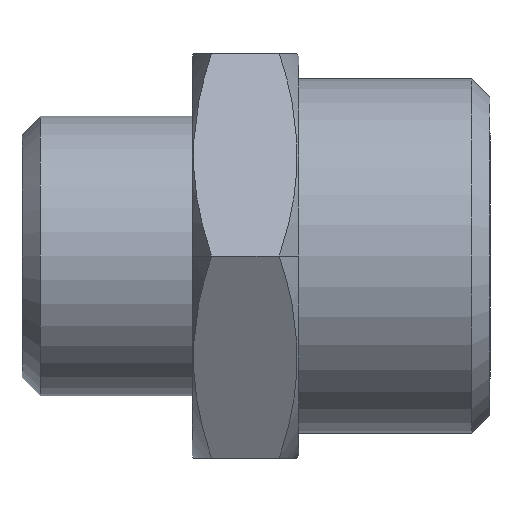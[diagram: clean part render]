
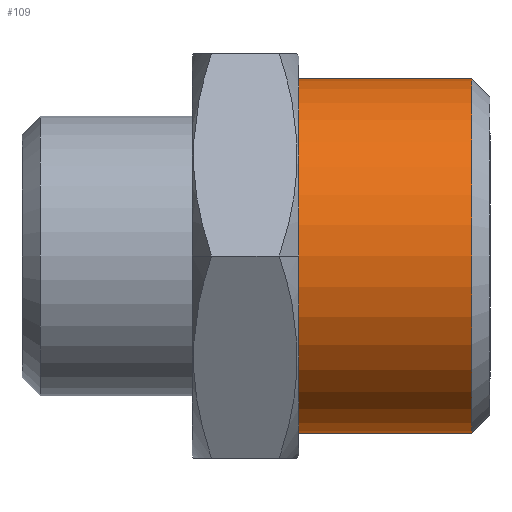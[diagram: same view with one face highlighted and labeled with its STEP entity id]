
A CAD part, left-side view. The second image highlights one B-rep face of the part: STEP entity #109.
In plain terms, the highlighted cylindrical face has radius 8.331 mm (diameter 16.662 mm), a partial arc.
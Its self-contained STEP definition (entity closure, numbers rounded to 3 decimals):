
#109=ADVANCED_FACE('',(#217),#218,.T.);
#217=FACE_OUTER_BOUND('',#318,.T.);
#218=CYLINDRICAL_SURFACE('',#319,8.331);
#318=EDGE_LOOP('',(#552,#553,#554,#555));
#319=AXIS2_PLACEMENT_3D('',#556,#557,#558);
#552=ORIENTED_EDGE('',*,*,#586,.T.);
#553=ORIENTED_EDGE('',*,*,#614,.F.);
#554=ORIENTED_EDGE('',*,*,#588,.T.);
#555=ORIENTED_EDGE('',*,*,#655,.T.);
#556=CARTESIAN_POINT('',(0.0,-2.05,0.0));
#557=DIRECTION('',(0.0,1.0,0.0));
#558=DIRECTION('',(0.0,0.0,-1.0));
#586=EDGE_CURVE('',#684,#685,#686,.T.);
#588=EDGE_CURVE('',#689,#687,#690,.T.);
#614=EDGE_CURVE('',#689,#685,#733,.T.);
#655=EDGE_CURVE('',#687,#684,#790,.T.);
#684=VERTEX_POINT('',#823);
#685=VERTEX_POINT('',#824);
#686=LINE('',#825,#826);
#687=VERTEX_POINT('',#827);
#689=VERTEX_POINT('',#829);
#690=LINE('',#830,#831);
#733=CIRCLE('',#883,8.331);
#790=CIRCLE('',#1012,8.331);
#823=CARTESIAN_POINT('',(0.0,-2.5,-8.331));
#824=CARTESIAN_POINT('',(0.0,-10.644,-8.331));
#825=CARTESIAN_POINT('',(0.,-6.572,-8.331));
#826=VECTOR('',#1095,1.0);
#827=CARTESIAN_POINT('',(0.,-2.5,8.331));
#829=CARTESIAN_POINT('',(0.,-10.644,8.331));
#830=CARTESIAN_POINT('',(0.,-6.572,8.331));
#831=VECTOR('',#1099,1.0);
#883=AXIS2_PLACEMENT_3D('',#1142,#1143,#1144);
#1012=AXIS2_PLACEMENT_3D('',#1193,#1194,#1195);
#1095=DIRECTION('',(0.0,-1.0,-0.0));
#1099=DIRECTION('',(0.0,1.0,0.0));
#1142=CARTESIAN_POINT('',(0.0,-10.644,0.0));
#1143=DIRECTION('',(0.0,-1.0,0.0));
#1144=DIRECTION('',(0.0,0.0,1.0));
#1193=CARTESIAN_POINT('',(0.0,-2.5,0.0));
#1194=DIRECTION('',(0.0,-1.0,0.0));
#1195=DIRECTION('',(0.0,0.0,1.0));
